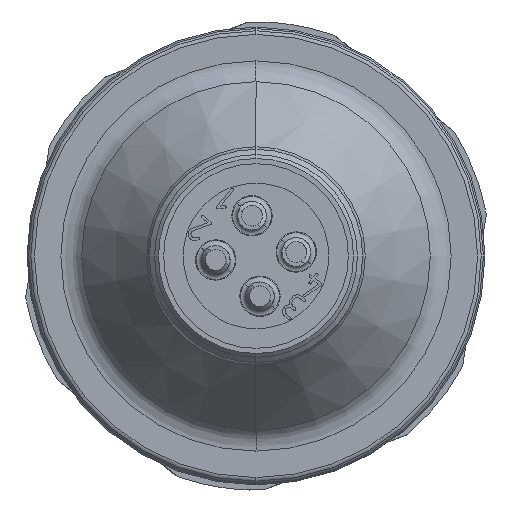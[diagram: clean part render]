
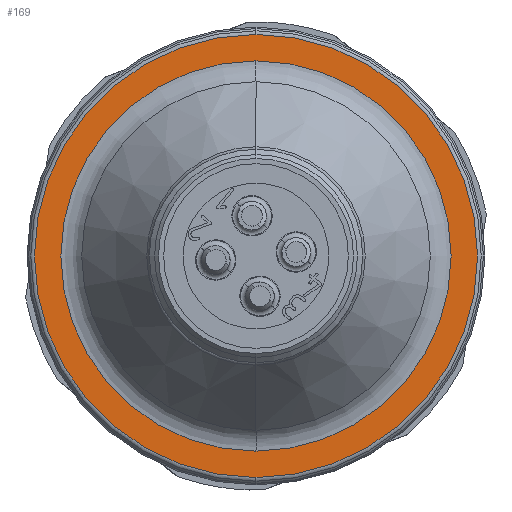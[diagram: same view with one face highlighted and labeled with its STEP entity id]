
A CAD part, left-side view. The second image highlights one B-rep face of the part: STEP entity #169.
In plain terms, the highlighted planar face has unit normal (-1, 0, 0).
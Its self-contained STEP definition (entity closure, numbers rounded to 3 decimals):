
#169=ADVANCED_FACE('',(#607,#608),#609,.F.);
#607=FACE_BOUND('',#1338,.T.);
#608=FACE_OUTER_BOUND('',#1339,.T.);
#609=PLANE('',#1340);
#1338=EDGE_LOOP('',(#3026,#3027));
#1339=EDGE_LOOP('',(#3028,#3029));
#1340=AXIS2_PLACEMENT_3D('',#3030,#3031,#3032);
#3026=ORIENTED_EDGE('',*,*,#5488,.T.);
#3027=ORIENTED_EDGE('',*,*,#5547,.T.);
#3028=ORIENTED_EDGE('',*,*,#5548,.T.);
#3029=ORIENTED_EDGE('',*,*,#5539,.T.);
#3030=CARTESIAN_POINT('',(-0.917,-0.882,5.676));
#3031=DIRECTION('',(1.0,0.0,0.));
#3032=DIRECTION('',(0.,0.0,1.0));
#5488=EDGE_CURVE('',#6589,#6593,#6595,.T.);
#5539=EDGE_CURVE('',#6685,#6683,#6686,.T.);
#5547=EDGE_CURVE('',#6593,#6589,#6694,.T.);
#5548=EDGE_CURVE('',#6683,#6685,#6695,.T.);
#6589=VERTEX_POINT('',#8681);
#6593=VERTEX_POINT('',#8685);
#6595=CIRCLE('',#8687,7.503);
#6683=VERTEX_POINT('',#8793);
#6685=VERTEX_POINT('',#8795);
#6686=CIRCLE('',#8796,8.517);
#6694=CIRCLE('',#8806,7.503);
#6695=CIRCLE('',#8807,8.517);
#8681=CARTESIAN_POINT('',(-0.917,-0.882,-1.827));
#8685=CARTESIAN_POINT('',(-0.917,-0.882,13.179));
#8687=AXIS2_PLACEMENT_3D('',#11571,#11572,#11573);
#8793=CARTESIAN_POINT('',(-0.917,-0.882,-2.841));
#8795=CARTESIAN_POINT('',(-0.917,-0.882,14.193));
#8796=AXIS2_PLACEMENT_3D('',#11688,#11689,#11690);
#8806=AXIS2_PLACEMENT_3D('',#11708,#11709,#11710);
#8807=AXIS2_PLACEMENT_3D('',#11711,#11712,#11713);
#11571=CARTESIAN_POINT('',(-0.917,-0.882,5.676));
#11572=DIRECTION('',(1.0,0.0,0.));
#11573=DIRECTION('',(0.,0.0,-1.0));
#11688=CARTESIAN_POINT('',(-0.917,-0.882,5.676));
#11689=DIRECTION('',(-1.0,0.0,0.));
#11690=DIRECTION('',(0.,0.0,-1.0));
#11708=CARTESIAN_POINT('',(-0.917,-0.882,5.676));
#11709=DIRECTION('',(1.0,0.0,0.));
#11710=DIRECTION('',(0.,0.0,-1.0));
#11711=CARTESIAN_POINT('',(-0.917,-0.882,5.676));
#11712=DIRECTION('',(-1.0,0.0,0.));
#11713=DIRECTION('',(0.,0.0,-1.0));
